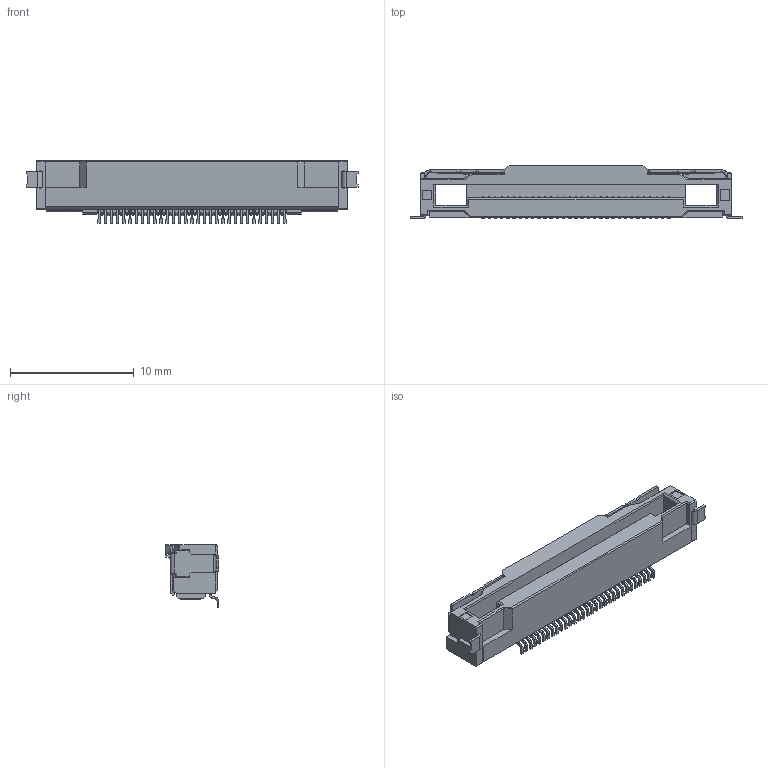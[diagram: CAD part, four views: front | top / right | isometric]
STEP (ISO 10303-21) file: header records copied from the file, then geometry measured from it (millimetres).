
FILE_DESCRIPTION (( 'STEP AP214' ), '1' );
FILE_NAME ('07-00065--A105424-001.STEP', '2020-09-18T09:16:44', ( '' ), ( '' ), 'SwSTEP 2.0', 'SolidWorks 2018', '' );
FILE_SCHEMA (( 'AUTOMOTIVE_DESIGN' ));
Length unit declared in the file: millimetre
Products named in the file (2): 07-00065--A105424-001
Bounding box: 26.8 x 4.35 x 5.05 mm (x, y, z)
Volume: 287.2 mm3; surface area: 823 mm2
Topology: 1 solids, 1 shells, 1950 faces, 5401 edges, 3521 vertices
Faces by surface type: plane 1404, cylinder 372, bspline 91, torus 83
Entity records: 63943 total; most frequent: CARTESIAN_POINT 14815, ORIENTED_EDGE 10802, DIRECTION 9445, EDGE_CURVE 5401, LINE 4145, VECTOR 4145, VERTEX_POINT 3521, AXIS2_PLACEMENT_3D 2650
